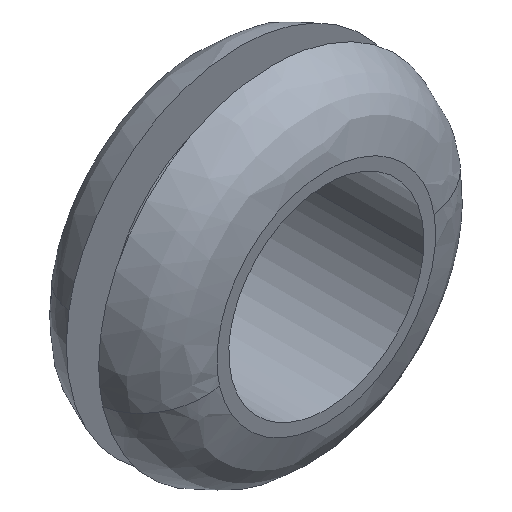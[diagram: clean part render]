
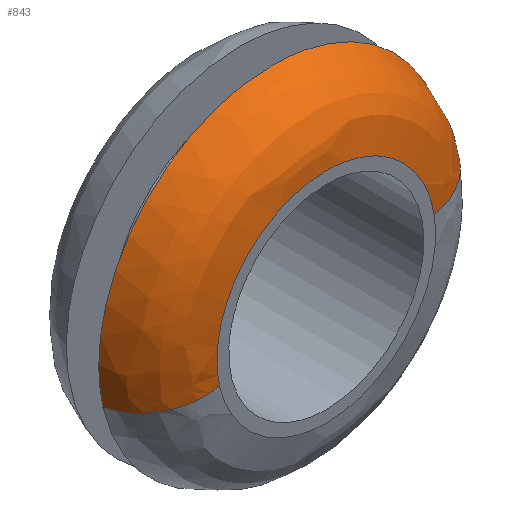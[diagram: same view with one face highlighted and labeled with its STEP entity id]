
A CAD part, isometric view. The second image highlights one B-rep face of the part: STEP entity #843.
In plain terms, the highlighted free-form (B-spline) face has degree [2, 2] with [7, 3] control points.
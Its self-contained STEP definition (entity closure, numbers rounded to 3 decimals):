
#653=CARTESIAN_POINT('',(-7.806,2.5,-1.75));
#654=VERTEX_POINT('',#653);
#670=CARTESIAN_POINT('',(7.893,2.5,1.301));
#671=VERTEX_POINT('',#670);
#687=CARTESIAN_POINT('',(4.975,0.,0.82));
#688=VERTEX_POINT('',#687);
#689=CARTESIAN_POINT('',(7.893,2.5,1.301));
#690=CARTESIAN_POINT('',(7.477,0.,1.232));
#691=CARTESIAN_POINT('',(4.975,0.,0.82));
#699=(BOUNDED_CURVE()B_SPLINE_CURVE(2,(#689,#690,#691),.UNSPECIFIED.,.F.,.U.)B_SPLINE_CURVE_WITH_KNOTS((3,3),(-1.709,-0.301),.UNSPECIFIED.)CURVE()GEOMETRIC_REPRESENTATION_ITEM()RATIONAL_B_SPLINE_CURVE((0.894,0.682,0.891))REPRESENTATION_ITEM(''));
#700=EDGE_CURVE('',#671,#688,#699,.T.);
#719=CARTESIAN_POINT('',(-4.92,0.,-1.103));
#720=VERTEX_POINT('',#719);
#734=CARTESIAN_POINT('',(-7.806,2.5,-1.75));
#735=CARTESIAN_POINT('',(-7.394,0.,-1.658));
#736=CARTESIAN_POINT('',(-4.92,0.,-1.103));
#744=(BOUNDED_CURVE()B_SPLINE_CURVE(2,(#734,#735,#736),.UNSPECIFIED.,.F.,.U.)B_SPLINE_CURVE_WITH_KNOTS((3,3),(-1.709,-0.301),.UNSPECIFIED.)CURVE()GEOMETRIC_REPRESENTATION_ITEM()RATIONAL_B_SPLINE_CURVE((0.874,0.666,0.871))REPRESENTATION_ITEM(''));
#745=EDGE_CURVE('',#654,#720,#744,.T.);
#750=CARTESIAN_POINT('',(7.919,2.689,1.305));
#751=CARTESIAN_POINT('',(6.614,2.689,9.224));
#752=CARTESIAN_POINT('',(-1.305,2.689,7.919));
#753=CARTESIAN_POINT('',(-9.224,2.689,6.614));
#754=CARTESIAN_POINT('',(-7.919,2.689,-1.305));
#755=CARTESIAN_POINT('',(-7.882,2.689,-1.532));
#756=CARTESIAN_POINT('',(-7.831,2.689,-1.756));
#757=CARTESIAN_POINT('',(7.624,-0.178,1.257));
#758=CARTESIAN_POINT('',(6.367,-0.178,8.881));
#759=CARTESIAN_POINT('',(-1.257,-0.178,7.624));
#760=CARTESIAN_POINT('',(-8.881,-0.178,6.367));
#761=CARTESIAN_POINT('',(-7.624,-0.178,-1.257));
#762=CARTESIAN_POINT('',(-7.588,-0.178,-1.475));
#763=CARTESIAN_POINT('',(-7.54,-0.178,-1.691));
#764=CARTESIAN_POINT('',(4.786,0.006,0.789));
#765=CARTESIAN_POINT('',(3.997,0.006,5.575));
#766=CARTESIAN_POINT('',(-0.789,0.006,4.786));
#767=CARTESIAN_POINT('',(-5.575,0.006,3.997));
#768=CARTESIAN_POINT('',(-4.786,0.006,-0.789));
#769=CARTESIAN_POINT('',(-4.763,0.006,-0.926));
#770=CARTESIAN_POINT('',(-4.733,0.006,-1.061));
#778=(BOUNDED_SURFACE()B_SPLINE_SURFACE(2,2,((#750,#757,#764),(#751,#758,#765),(#752,#759,#766),(#753,#760,#767),(#754,#761,#768),(#755,#762,#769),(#756,#763,#770)),.UNSPECIFIED.,.F.,.F.,.U.)B_SPLINE_SURFACE_WITH_KNOTS((3,2,2,3),(3,3),(0.0,13.298,26.595,27.127),(0.0,4.83),.UNSPECIFIED.)GEOMETRIC_REPRESENTATION_ITEM()RATIONAL_B_SPLINE_SURFACE(((0.916,0.66,0.913),(0.648,0.466,0.646),(0.916,0.66,0.913),(0.648,0.466,0.646),(0.916,0.66,0.913),(0.906,0.652,0.903),(0.896,0.645,0.893)))REPRESENTATION_ITEM('')SURFACE());
#779=CARTESIAN_POINT('',(0.0,2.5,8.0));
#780=VERTEX_POINT('',#779);
#781=CARTESIAN_POINT('',(0.0,2.5,8.0));
#782=CARTESIAN_POINT('',(-8.0,2.5,8.0));
#783=CARTESIAN_POINT('',(-8.0,2.5,0.));
#784=CARTESIAN_POINT('',(-8.0,2.5,-0.886));
#785=CARTESIAN_POINT('',(-7.806,2.5,-1.75));
#793=(BOUNDED_CURVE()B_SPLINE_CURVE(2,(#781,#782,#783,#784,#785),.UNSPECIFIED.,.F.,.U.)B_SPLINE_CURVE_WITH_KNOTS((3,2,3),(0.5,0.75,0.787),.UNSPECIFIED.)CURVE()GEOMETRIC_REPRESENTATION_ITEM()RATIONAL_B_SPLINE_CURVE((1.0,0.707,1.0,0.956,0.925))REPRESENTATION_ITEM(''));
#794=EDGE_CURVE('',#780,#654,#793,.T.);
#795=ORIENTED_EDGE('',*,*,#794,.T.);
#796=ORIENTED_EDGE('',*,*,#745,.T.);
#797=CARTESIAN_POINT('',(0.0,0.,5.042));
#798=VERTEX_POINT('',#797);
#799=CARTESIAN_POINT('',(0.0,0.,5.042));
#800=CARTESIAN_POINT('',(-5.042,0.,5.042));
#801=CARTESIAN_POINT('',(-5.042,0.,0.));
#802=CARTESIAN_POINT('',(-5.042,0.,-0.558));
#803=CARTESIAN_POINT('',(-4.92,0.,-1.103));
#811=(BOUNDED_CURVE()B_SPLINE_CURVE(2,(#799,#800,#801,#802,#803),.UNSPECIFIED.,.F.,.U.)B_SPLINE_CURVE_WITH_KNOTS((3,2,3),(0.5,0.75,0.787),.UNSPECIFIED.)CURVE()GEOMETRIC_REPRESENTATION_ITEM()RATIONAL_B_SPLINE_CURVE((1.0,0.707,1.0,0.956,0.925))REPRESENTATION_ITEM(''));
#812=EDGE_CURVE('',#798,#720,#811,.T.);
#813=ORIENTED_EDGE('',*,*,#812,.F.);
#814=CARTESIAN_POINT('',(4.975,0.,0.82));
#815=CARTESIAN_POINT('',(4.279,0.,5.042));
#816=CARTESIAN_POINT('',(0.0,0.,5.042));
#824=(BOUNDED_CURVE()B_SPLINE_CURVE(2,(#814,#815,#816),.UNSPECIFIED.,.F.,.U.)B_SPLINE_CURVE_WITH_KNOTS((3,3),(0.278,0.5),.UNSPECIFIED.)CURVE()GEOMETRIC_REPRESENTATION_ITEM()RATIONAL_B_SPLINE_CURVE((0.942,0.74,1.0))REPRESENTATION_ITEM(''));
#825=EDGE_CURVE('',#688,#798,#824,.T.);
#826=ORIENTED_EDGE('',*,*,#825,.F.);
#827=ORIENTED_EDGE('',*,*,#700,.F.);
#828=CARTESIAN_POINT('',(7.893,2.5,1.301));
#829=CARTESIAN_POINT('',(6.789,2.5,8.));
#830=CARTESIAN_POINT('',(0.0,2.5,8.0));
#838=(BOUNDED_CURVE()B_SPLINE_CURVE(2,(#828,#829,#830),.UNSPECIFIED.,.F.,.U.)B_SPLINE_CURVE_WITH_KNOTS((3,3),(0.278,0.5),.UNSPECIFIED.)CURVE()GEOMETRIC_REPRESENTATION_ITEM()RATIONAL_B_SPLINE_CURVE((0.942,0.74,1.0))REPRESENTATION_ITEM(''));
#839=EDGE_CURVE('',#671,#780,#838,.T.);
#840=ORIENTED_EDGE('',*,*,#839,.T.);
#841=EDGE_LOOP('',(#795,#796,#813,#826,#827,#840));
#842=FACE_OUTER_BOUND('',#841,.T.);
#843=ADVANCED_FACE('',(#842),#778,.T.);
